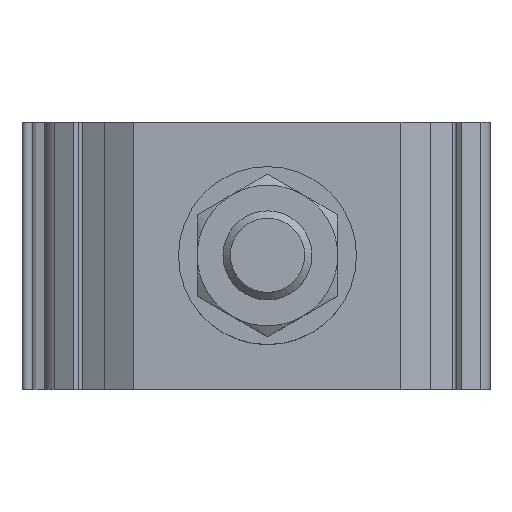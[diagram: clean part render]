
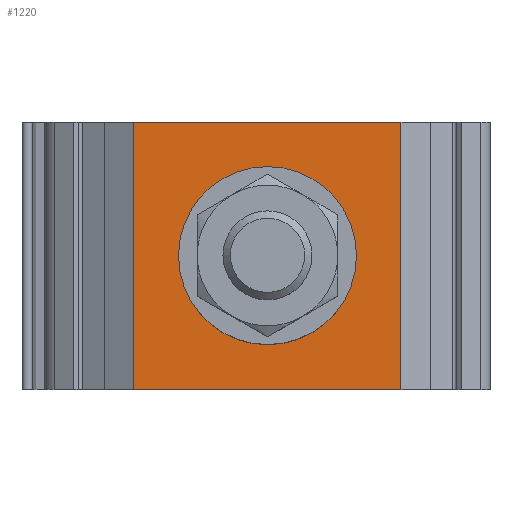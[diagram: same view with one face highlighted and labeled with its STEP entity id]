
A CAD part, top view. The second image highlights one B-rep face of the part: STEP entity #1220.
In plain terms, the highlighted planar face has unit normal (0, 0, 1).
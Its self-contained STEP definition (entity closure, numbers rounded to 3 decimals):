
#35=LINE('',#1778,#159);
#36=LINE('',#1781,#160);
#37=LINE('',#1783,#161);
#38=LINE('',#1785,#162);
#159=VECTOR('',#1431,1000.);
#160=VECTOR('',#1432,1000.);
#161=VECTOR('',#1433,1000.);
#162=VECTOR('',#1434,1000.);
#284=PLANE('',#1307);
#336=ORIENTED_EDGE('',*,*,#692,.F.);
#337=ORIENTED_EDGE('',*,*,#693,.F.);
#338=ORIENTED_EDGE('',*,*,#694,.T.);
#339=ORIENTED_EDGE('',*,*,#695,.T.);
#340=ORIENTED_EDGE('',*,*,#691,.F.);
#691=EDGE_CURVE('',#870,#870,#993,.T.);
#692=EDGE_CURVE('',#871,#872,#35,.T.);
#693=EDGE_CURVE('',#873,#871,#36,.T.);
#694=EDGE_CURVE('',#873,#874,#37,.T.);
#695=EDGE_CURVE('',#874,#872,#38,.T.);
#870=VERTEX_POINT('',#1776);
#871=VERTEX_POINT('',#1779);
#872=VERTEX_POINT('',#1780);
#873=VERTEX_POINT('',#1782);
#874=VERTEX_POINT('',#1784);
#993=CIRCLE('',#1306,12.);
#1039=EDGE_LOOP('',(#336,#337,#338,#339));
#1040=EDGE_LOOP('',(#340));
#1121=FACE_BOUND('',#1039,.T.);
#1122=FACE_BOUND('',#1040,.T.);
#1220=ADVANCED_FACE('',(#1121,#1122),#284,.T.);
#1306=AXIS2_PLACEMENT_3D('',#1775,#1427,#1428);
#1307=AXIS2_PLACEMENT_3D('',#1777,#1429,#1430);
#1427=DIRECTION('',(0.,0.,1.));
#1428=DIRECTION('',(0.,1.,0.));
#1429=DIRECTION('',(0.,0.,1.));
#1430=DIRECTION('',(0.,-1.,0.));
#1431=DIRECTION('',(1.,0.,0.));
#1432=DIRECTION('',(0.,1.,0.));
#1433=DIRECTION('',(1.,0.,0.));
#1434=DIRECTION('',(0.,1.,0.));
#1775=CARTESIAN_POINT('',(-425.729,250.,1.218));
#1776=CARTESIAN_POINT('',(-425.729,262.,1.218));
#1777=CARTESIAN_POINT('',(-443.729,232.,1.218));
#1778=CARTESIAN_POINT('',(-443.729,268.,1.218));
#1779=CARTESIAN_POINT('',(-443.729,268.,1.218));
#1780=CARTESIAN_POINT('',(-407.729,268.,1.218));
#1781=CARTESIAN_POINT('',(-443.729,232.,1.218));
#1782=CARTESIAN_POINT('',(-443.729,232.,1.218));
#1783=CARTESIAN_POINT('',(-443.729,232.,1.218));
#1784=CARTESIAN_POINT('',(-407.729,232.,1.218));
#1785=CARTESIAN_POINT('',(-407.729,232.,1.218));
